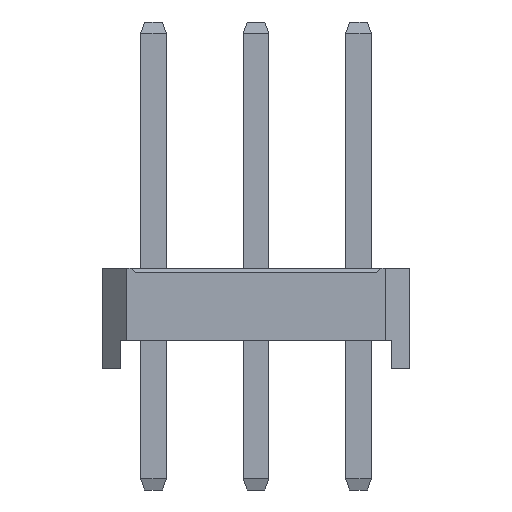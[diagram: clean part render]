
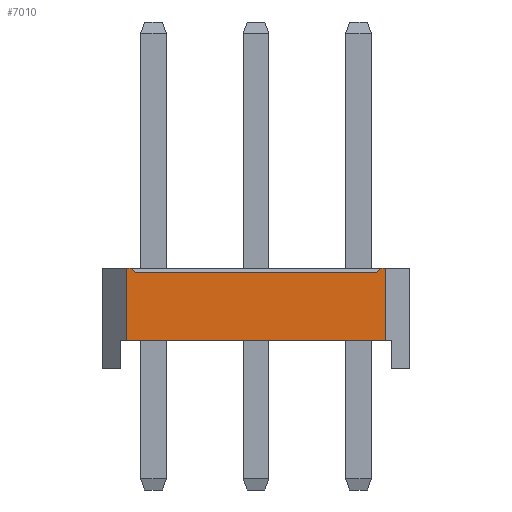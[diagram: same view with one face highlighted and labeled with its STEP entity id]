
A CAD part, left-side view. The second image highlights one B-rep face of the part: STEP entity #7010.
In plain terms, the highlighted planar face has unit normal (-1, 0, 0).
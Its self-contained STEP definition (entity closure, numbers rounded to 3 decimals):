
#7010=ADVANCED_FACE('',(#26480),#26482,.T.);
#26480=FACE_BOUND('',#26481,.T.);
#26481=EDGE_LOOP('',(#41473,#41474,#41475,#41476,#41477,#41478,#41479,#41480));
#26482=PLANE('',#26483);
#26483=AXIS2_PLACEMENT_3D('',#26484,#26485,#26486);
#26484=CARTESIAN_POINT('',(-1.27,5.75,0.));
#26485=DIRECTION('',(-1.,0.,0.));
#26486=DIRECTION('',(0.,-1.,0.));
#41473=ORIENTED_EDGE('',*,*,#50658,.F.);
#41474=ORIENTED_EDGE('',*,*,#50659,.T.);
#41475=ORIENTED_EDGE('',*,*,#50660,.F.);
#41476=ORIENTED_EDGE('',*,*,#48482,.F.);
#41477=ORIENTED_EDGE('',*,*,#50661,.F.);
#41478=ORIENTED_EDGE('',*,*,#47788,.T.);
#41479=ORIENTED_EDGE('',*,*,#50657,.T.);
#41480=ORIENTED_EDGE('',*,*,#48486,.F.);
#47788=EDGE_CURVE('',#53156,#53154,#53157,.T.);
#48482=EDGE_CURVE('',#54542,#54544,#54545,.T.);
#48486=EDGE_CURVE('',#54550,#54552,#54553,.T.);
#50657=EDGE_CURVE('',#53154,#54552,#58121,.T.);
#50658=EDGE_CURVE('',#58122,#54550,#58123,.F.);
#50659=EDGE_CURVE('',#58122,#58124,#58125,.T.);
#50660=EDGE_CURVE('',#54544,#58124,#58126,.F.);
#50661=EDGE_CURVE('',#53156,#54542,#58127,.T.);
#53154=VERTEX_POINT('',#61834);
#53156=VERTEX_POINT('',#61838);
#53157=LINE('',#61839,#61840);
#54542=VERTEX_POINT('',#64610);
#54544=VERTEX_POINT('',#64614);
#54545=LINE('',#64615,#64616);
#54550=VERTEX_POINT('',#64626);
#54552=VERTEX_POINT('',#64630);
#54553=LINE('',#64631,#64632);
#58121=LINE('',#72541,#72542);
#58122=VERTEX_POINT('',#72544);
#58123=LINE('',#72545,#72546);
#58124=VERTEX_POINT('',#72548);
#58125=LINE('',#72549,#72550);
#58126=LINE('',#72552,#72553);
#58127=LINE('',#72555,#72556);
#61834=CARTESIAN_POINT('',(-1.27,-0.67,0.7));
#61838=CARTESIAN_POINT('',(-1.27,5.75,0.7));
#61839=CARTESIAN_POINT('',(-1.27,5.75,0.7));
#61840=VECTOR('',#61841,1.);
#61841=DIRECTION('',(0.,-1.,0.));
#64610=CARTESIAN_POINT('',(-1.27,5.75,2.5));
#64614=CARTESIAN_POINT('',(-1.27,5.63,2.5));
#64615=CARTESIAN_POINT('',(-1.27,5.75,2.5));
#64616=VECTOR('',#64617,1.);
#64617=DIRECTION('',(0.,-1.,0.));
#64626=CARTESIAN_POINT('',(-1.27,-0.55,2.5));
#64630=CARTESIAN_POINT('',(-1.27,-0.67,2.5));
#64631=CARTESIAN_POINT('',(-1.27,-0.55,2.5));
#64632=VECTOR('',#64633,1.);
#64633=DIRECTION('',(0.,-1.,0.));
#72541=CARTESIAN_POINT('',(-1.27,-0.67,0.7));
#72542=VECTOR('',#72543,1.);
#72543=DIRECTION('',(0.,0.,1.));
#72544=CARTESIAN_POINT('',(-1.27,-0.45,2.4));
#72545=CARTESIAN_POINT('',(-1.27,-0.55,2.5));
#72546=VECTOR('',#72547,1.);
#72547=DIRECTION('',(0.,0.707,-0.707));
#72548=CARTESIAN_POINT('',(-1.27,5.53,2.4));
#72549=CARTESIAN_POINT('',(-1.27,-0.45,2.4));
#72550=VECTOR('',#72551,1.);
#72551=DIRECTION('',(0.,1.,0.));
#72552=CARTESIAN_POINT('',(-1.27,5.53,2.4));
#72553=VECTOR('',#72554,1.);
#72554=DIRECTION('',(0.,0.707,0.707));
#72555=CARTESIAN_POINT('',(-1.27,5.75,0.7));
#72556=VECTOR('',#72557,1.);
#72557=DIRECTION('',(0.,0.,1.));
